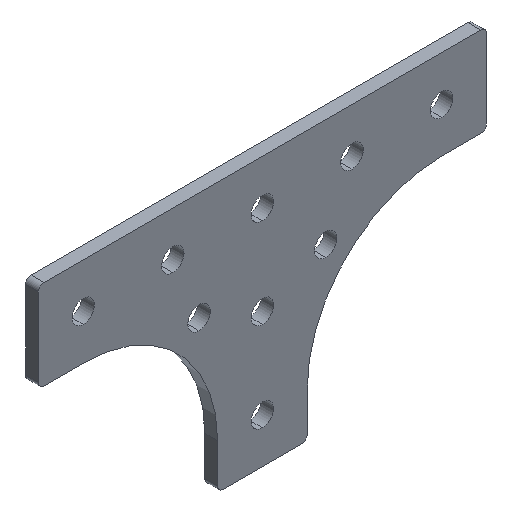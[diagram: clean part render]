
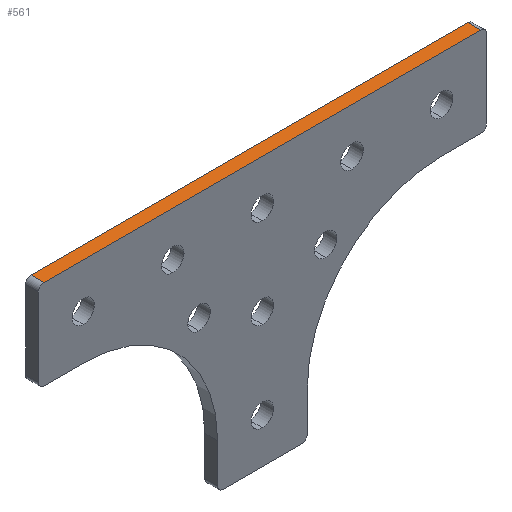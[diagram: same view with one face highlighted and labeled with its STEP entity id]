
A CAD part, isometric view. The second image highlights one B-rep face of the part: STEP entity #561.
In plain terms, the highlighted planar face has unit normal (0, 0, 1).
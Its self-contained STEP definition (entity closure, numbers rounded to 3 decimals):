
#2 = DIRECTION ( 'NONE',  ( 1., 0., 0. ) ) ;
#7 = EDGE_CURVE ( 'NONE', #1260, #305, #890, .T. ) ;
#43 = CARTESIAN_POINT ( 'NONE',  ( -31., 0., 0. ) ) ;
#65 = VECTOR ( 'NONE', #2, 1000. ) ;
#176 = EDGE_CURVE ( 'NONE', #677, #305, #720, .T. ) ;
#180 = DIRECTION ( 'NONE',  ( 0., 0., 1. ) ) ;
#270 = EDGE_CURVE ( 'NONE', #677, #830, #372, .T. ) ;
#275 = CARTESIAN_POINT ( 'NONE',  ( 47., 0., 0. ) ) ;
#305 = VERTEX_POINT ( 'NONE', #457 ) ;
#350 = LINE ( 'NONE', #1007, #575 ) ;
#360 = CARTESIAN_POINT ( 'NONE',  ( -31., 0., 0. ) ) ;
#372 = LINE ( 'NONE', #43, #1104 ) ;
#457 = CARTESIAN_POINT ( 'NONE',  ( 47., 2.286, 0. ) ) ;
#503 = FACE_OUTER_BOUND ( 'NONE', #771, .T. ) ;
#559 = CARTESIAN_POINT ( 'NONE',  ( 16., 0., 0. ) ) ;
#561 = ADVANCED_FACE ( 'NONE', ( #503 ), #774, .T. ) ;
#575 = VECTOR ( 'NONE', #1207, 1000. ) ;
#611 = VECTOR ( 'NONE', #969, 1000. ) ;
#617 = AXIS2_PLACEMENT_3D ( 'NONE', #559, #180, #880 ) ;
#646 = CARTESIAN_POINT ( 'NONE',  ( 47., 2.286, 0. ) ) ;
#677 = VERTEX_POINT ( 'NONE', #737 ) ;
#684 = DIRECTION ( 'NONE',  ( 0., -1., 0. ) ) ;
#685 = CARTESIAN_POINT ( 'NONE',  ( 16., 2.286, 0. ) ) ;
#720 = LINE ( 'NONE', #685, #65 ) ;
#737 = CARTESIAN_POINT ( 'NONE',  ( -31., 2.286, 0. ) ) ;
#771 = EDGE_LOOP ( 'NONE', ( #1236, #928, #1186, #971 ) ) ;
#774 = PLANE ( 'NONE',  #617 ) ;
#789 = EDGE_CURVE ( 'NONE', #830, #1260, #350, .T. ) ;
#830 = VERTEX_POINT ( 'NONE', #360 ) ;
#880 = DIRECTION ( 'NONE',  ( -1., 0., 0. ) ) ;
#890 = LINE ( 'NONE', #646, #611 ) ;
#928 = ORIENTED_EDGE ( 'NONE', *, *, #7, .T. ) ;
#969 = DIRECTION ( 'NONE',  ( 0., 1., 0. ) ) ;
#971 = ORIENTED_EDGE ( 'NONE', *, *, #270, .T. ) ;
#1007 = CARTESIAN_POINT ( 'NONE',  ( 16., 0., 0. ) ) ;
#1104 = VECTOR ( 'NONE', #684, 1000. ) ;
#1186 = ORIENTED_EDGE ( 'NONE', *, *, #176, .F. ) ;
#1207 = DIRECTION ( 'NONE',  ( 1., 0., 0. ) ) ;
#1236 = ORIENTED_EDGE ( 'NONE', *, *, #789, .T. ) ;
#1260 = VERTEX_POINT ( 'NONE', #275 ) ;
